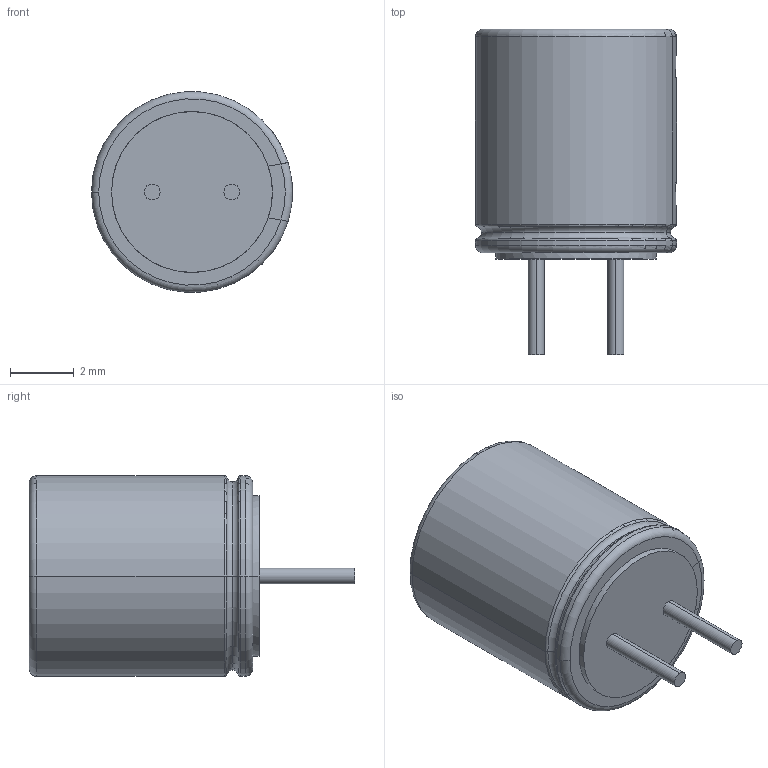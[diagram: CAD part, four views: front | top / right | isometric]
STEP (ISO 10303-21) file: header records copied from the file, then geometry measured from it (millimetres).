
FILE_DESCRIPTION (( 'STEP AP214' ), '1' );
FILE_NAME ('CAP ALTH D-6.3MM L-2.5MM H-7MM.STEP', '2017-01-07T09:09:29', ( '' ), ( '' ), 'SwSTEP 2.0', 'SolidWorks 2016', '' );
FILE_SCHEMA (( 'AUTOMOTIVE_DESIGN' ));
Length unit declared in the file: millimetre
Products named in the file (1): CAP ALTH D-6.3MM L-2.5MM H-7MM
Bounding box: 6.3 x 10.2 x 6.29 mm (x, y, z)
Volume: 221.1 mm3; surface area: 213.2 mm2
Topology: 1 solids, 1 shells, 44 faces, 99 edges, 63 vertices
Faces by surface type: torus 18, cylinder 18, plane 8
Entity records: 1662 total; most frequent: CARTESIAN_POINT 367, DIRECTION 222, ORIENTED_EDGE 198, EDGE_CURVE 99, AXIS2_PLACEMENT_3D 98, VERTEX_POINT 63, CIRCLE 53, EDGE_LOOP 50
